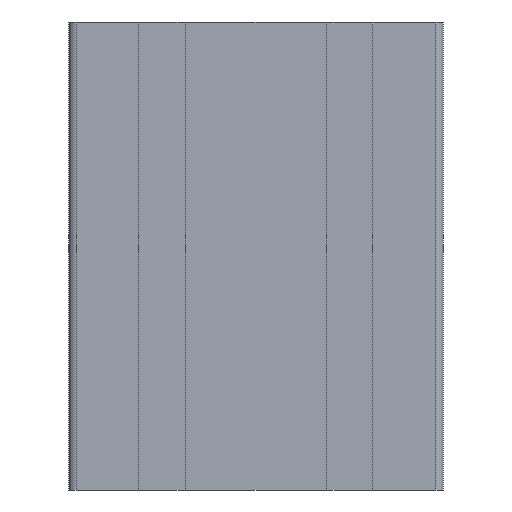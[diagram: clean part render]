
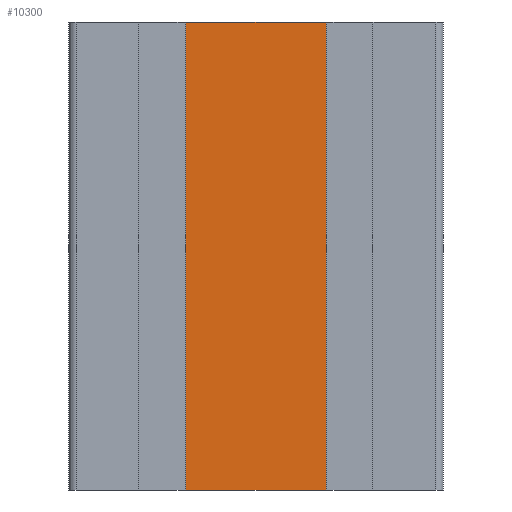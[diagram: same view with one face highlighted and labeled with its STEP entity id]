
A CAD part, left-side view. The second image highlights one B-rep face of the part: STEP entity #10300.
In plain terms, the highlighted planar face has unit normal (-1, 0, 0).
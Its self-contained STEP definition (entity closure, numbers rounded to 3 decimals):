
#3410=CARTESIAN_POINT('',(-31.83,20.338,0.));
#3420=VERTEX_POINT('',#3410);
#3450=CARTESIAN_POINT('',(-31.83,-9.662,0.));
#3460=DIRECTION('',(0.,1.,0.));
#3470=VECTOR('',#3460,1.);
#3480=LINE('',#3450,#3470);
#3490=CARTESIAN_POINT('',(-31.83,-9.662,0.));
#3500=VERTEX_POINT('',#3490);
#3510=EDGE_CURVE('',#3500,#3420,#3480,.T.);
#9920=CARTESIAN_POINT('',(-31.83,-9.662,100.));
#9930=VERTEX_POINT('',#9920);
#9980=CARTESIAN_POINT('',(-31.83,-9.662,100.));
#9990=DIRECTION('',(0.,0.,-1.));
#10000=VECTOR('',#9990,1.);
#10010=LINE('',#9980,#10000);
#10020=EDGE_CURVE('',#9930,#3500,#10010,.T.);
#10070=CARTESIAN_POINT('',(-31.83,-9.662,100.));
#10080=DIRECTION('',(1.,0.,0.));
#10090=DIRECTION('',(0.,-1.,0.));
#10100=AXIS2_PLACEMENT_3D('',#10070,#10080,#10090);
#10110=PLANE('',#10100);
#10120=CARTESIAN_POINT('',(-31.83,20.338,100.));
#10130=DIRECTION('',(0.,0.,-1.));
#10140=VECTOR('',#10130,1.);
#10150=LINE('',#10120,#10140);
#10160=CARTESIAN_POINT('',(-31.83,20.338,100.));
#10170=VERTEX_POINT('',#10160);
#10180=EDGE_CURVE('',#10170,#3420,#10150,.T.);
#10190=ORIENTED_EDGE('',*,*,#10180,.T.);
#10200=CARTESIAN_POINT('',(-31.83,-9.662,100.));
#10210=DIRECTION('',(0.,1.,0.));
#10220=VECTOR('',#10210,1.);
#10230=LINE('',#10200,#10220);
#10240=EDGE_CURVE('',#9930,#10170,#10230,.T.);
#10250=ORIENTED_EDGE('',*,*,#10240,.T.);
#10260=ORIENTED_EDGE('',*,*,#10020,.F.);
#10270=ORIENTED_EDGE('',*,*,#3510,.F.);
#10280=EDGE_LOOP('',(#10270,#10260,#10250,#10190));
#10290=FACE_OUTER_BOUND('',#10280,.T.);
#10300=ADVANCED_FACE('',(#10290),#10110,.F.);
